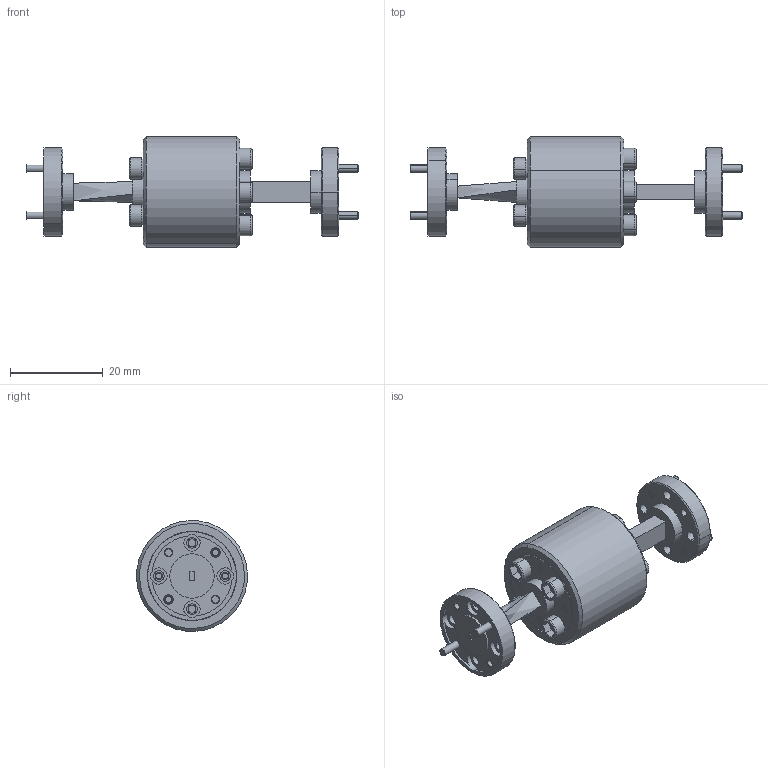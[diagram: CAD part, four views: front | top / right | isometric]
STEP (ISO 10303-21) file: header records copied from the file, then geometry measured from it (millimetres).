
FILE_DESCRIPTION (( 'STEP AP203' ), '1' );
FILE_NAME ('STF-08-S1.STEP', '2023-04-28T21:42:11', ( '' ), ( '' ), 'SwSTEP 2.0', 'SolidWorks 2021', '' );
FILE_SCHEMA (( 'CONFIG_CONTROL_DESIGN' ));
Length unit declared in the file: inch
Products named in the file (1): STF-08-S1
Bounding box: 71.5 x 23.84 x 23.84 mm (x, y, z)
Volume: 12222.4 mm3; surface area: 5711.3 mm2
Topology: 5 solids, 13 shells, 455 faces, 1028 edges, 643 vertices
Faces by surface type: cylinder 205, plane 153, cone 77, torus 16, bspline 4
Entity records: 12965 total; most frequent: CARTESIAN_POINT 2493, DIRECTION 2285, ORIENTED_EDGE 2056, EDGE_CURVE 1028, AXIS2_PLACEMENT_3D 892, VERTEX_POINT 643, EDGE_LOOP 547, VECTOR 501
